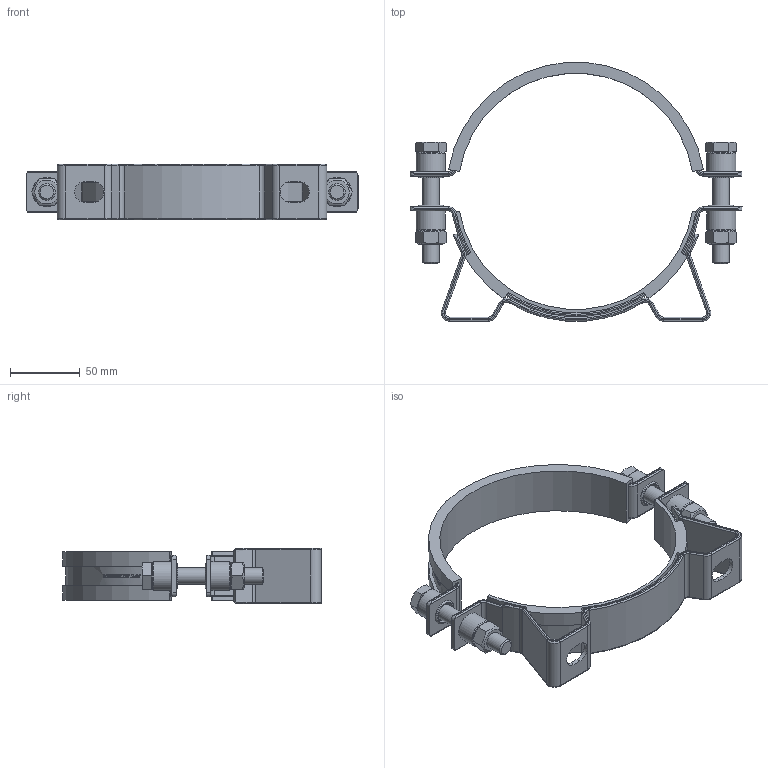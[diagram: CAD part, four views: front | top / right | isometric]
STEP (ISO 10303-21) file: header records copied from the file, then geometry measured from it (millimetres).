
FILE_DESCRIPTION(/* description */ ('MPC Industries, Accumulator clamp type 2, 160-170mm, AISI 316','CAx-IF Rec.Pracs.---Representation and Presentation of Product Manufacturing Information (PMI)---4.0---2014-10-13'),/* implementation_level */ '2;1');
FILE_NAME(/* name */ 'ACCUT2W5170.stp',/* time_stamp */ '2021-07-15T15:56:57+02:00',/* author */ ('gyula'),/* organization */ (''),/* preprocessor_version */ 'ST-DEVELOPER v18.1',/* originating_system */ 'Autodesk Inventor 2022',/* authorisation */ '');
FILE_SCHEMA (('AP242_MANAGED_MODEL_BASED_3D_ENGINEERING_MIM_LF { 1 0 10303 442 1 1 4 }'));
Length unit declared in the file: millimetre
Products named in the file (9): ACCUT2W5170; CL-ACCUT2W5170-W5; CU-ACCUT2W5170-W5; K-ACCUT2W5170-W5; RL-ACCUT2W1170; RU-ACCUT2W1170; OAE-21017135M-01; OBE-12080480M-00; OME-12000004M-00
Assembly tree (13 placements, depth 2):
  ACCUT2W5170
    CL-ACCUT2W5170-W5
    CU-ACCUT2W5170-W5
    K-ACCUT2W5170-W5
    RL-ACCUT2W1170
    RU-ACCUT2W1170
    OAE-21017135M-01  x4
    OBE-12080480M-00  x2
    OME-12000004M-00  x2
Bounding box: 238.82 x 186.18 x 40 mm (x, y, z)
Volume: 196434 mm3; surface area: 142907.1 mm2
Topology: 13 solids, 13 shells, 651 faces, 1574 edges, 978 vertices
Faces by surface type: plane 216, bspline 176, cylinder 147, torus 80, cone 32
Full cylindrical faces by diameter (mm): 10.106 x2, 11.053 x2, 12 x2, 13.5 x4, 16.8 x4, 17 x4, 17.2 x2, 21 x4
Entity records: 21986 total; most frequent: CARTESIAN_POINT 8417, ORIENTED_EDGE 2858, DIRECTION 2355, EDGE_CURVE 1429, VERTEX_POINT 885, AXIS2_PLACEMENT_3D 881, EDGE_LOOP 618, LINE 593
